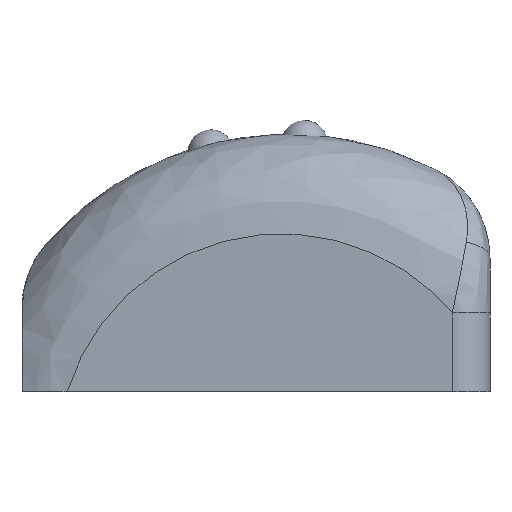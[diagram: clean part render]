
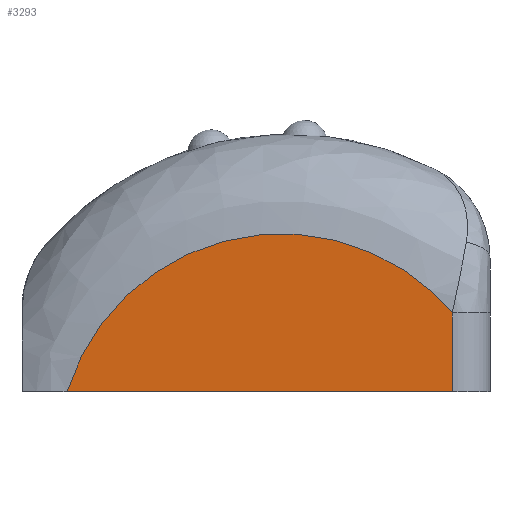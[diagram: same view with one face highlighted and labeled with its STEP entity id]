
A CAD part, left-side view. The second image highlights one B-rep face of the part: STEP entity #3293.
In plain terms, the highlighted planar face has unit normal (-0.997, 0.075, 0).
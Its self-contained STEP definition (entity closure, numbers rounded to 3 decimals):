
#424 = PLANE('',#425);
#425 = AXIS2_PLACEMENT_3D('',#426,#427,#428);
#426 = CARTESIAN_POINT('',(0.,-0.938,0.));
#427 = DIRECTION('',(0.,0.,1.));
#428 = DIRECTION('',(1.,0.,-0.));
#512 = VERTEX_POINT('',#513);
#513 = CARTESIAN_POINT('',(-8.629,-9.325,0.));
#528 = CYLINDRICAL_SURFACE('',#529,1.5);
#529 = AXIS2_PLACEMENT_3D('',#530,#531,#532);
#530 = CARTESIAN_POINT('',(-7.133,-9.438,0.));
#531 = DIRECTION('',(0.,0.,1.));
#532 = DIRECTION('',(-0.733,-0.68,0.));
#540 = EDGE_CURVE('',#512,#541,#543,.T.);
#541 = VERTEX_POINT('',#542);
#542 = CARTESIAN_POINT('',(-7.395,7.133,
    0.));
#543 = SURFACE_CURVE('',#544,(#548,#555),.PCURVE_S1.);
#544 = LINE('',#545,#546);
#545 = CARTESIAN_POINT('',(-8.75,-10.938,0.));
#546 = VECTOR('',#547,1.);
#547 = DIRECTION('',(0.075,0.997,0.));
#548 = PCURVE('',#424,#549);
#549 = DEFINITIONAL_REPRESENTATION('',(#550),#554);
#550 = LINE('',#551,#552);
#551 = CARTESIAN_POINT('',(-8.75,-10.));
#552 = VECTOR('',#553,1.);
#553 = DIRECTION('',(0.075,0.997));
#554 = ( GEOMETRIC_REPRESENTATION_CONTEXT(2) 
PARAMETRIC_REPRESENTATION_CONTEXT() REPRESENTATION_CONTEXT('2D SPACE',''
  ) );
#555 = PCURVE('',#556,#561);
#556 = PLANE('',#557);
#557 = AXIS2_PLACEMENT_3D('',#558,#559,#560);
#558 = CARTESIAN_POINT('',(-7.25,9.063,0.));
#559 = DIRECTION('',(-0.997,0.075,0.));
#560 = DIRECTION('',(-0.075,-0.997,0.));
#561 = DEFINITIONAL_REPRESENTATION('',(#562),#566);
#562 = LINE('',#563,#564);
#563 = CARTESIAN_POINT('',(20.056,0.));
#564 = VECTOR('',#565,1.);
#565 = DIRECTION('',(-1.,0.));
#566 = ( GEOMETRIC_REPRESENTATION_CONTEXT(2) 
PARAMETRIC_REPRESENTATION_CONTEXT() REPRESENTATION_CONTEXT('2D SPACE',''
  ) );
#616 = B_SPLINE_SURFACE_WITH_KNOTS('',3,3,(
    (#617,#618,#619,#620,#621,#622,#623)
    ,(#624,#625,#626,#627,#628,#629,#630)
    ,(#631,#632,#633,#634,#635,#636,#637)
    ,(#638,#639,#640,#641,#642,#643,#644)
    ,(#645,#646,#647,#648,#649,#650,#651)
    ,(#652,#653,#654,#655,#656,#657,#658
    )),.UNSPECIFIED.,.F.,.F.,.F.,(4,1,1,4),(4,1,1,1,4),(0.,
    0.286,0.571,1.),(-2.438,-1.813,
    -1.5,-0.875,-0.249),.UNSPECIFIED.);
#617 = CARTESIAN_POINT('',(-4.391,-12.885,
    6.114));
#618 = CARTESIAN_POINT('',(-4.294,-11.02,
    8.313));
#619 = CARTESIAN_POINT('',(-4.094,-7.164,
    10.693));
#620 = CARTESIAN_POINT('',(-3.716,0.114,
    11.323));
#621 = CARTESIAN_POINT('',(-3.351,7.13,8.502)
  );
#622 = CARTESIAN_POINT('',(-3.184,10.355,
    3.374));
#623 = CARTESIAN_POINT('',(-3.147,11.065,
    0.579));
#624 = CARTESIAN_POINT('',(-5.049,-12.864,6.138
    ));
#625 = CARTESIAN_POINT('',(-4.948,-10.99,
    8.339));
#626 = CARTESIAN_POINT('',(-4.738,-7.118,
    10.711));
#627 = CARTESIAN_POINT('',(-4.344,0.163,
    11.314));
#628 = CARTESIAN_POINT('',(-3.965,7.158,8.473
    ));
#629 = CARTESIAN_POINT('',(-3.791,10.362,
    3.354));
#630 = CARTESIAN_POINT('',(-3.753,11.068,
    0.568));
#631 = CARTESIAN_POINT('',(-6.363,-12.585,
    5.985));
#632 = CARTESIAN_POINT('',(-6.252,-10.735,
    8.142));
#633 = CARTESIAN_POINT('',(-6.025,-6.923,
    10.451));
#634 = CARTESIAN_POINT('',(-5.599,0.209,
    11.004));
#635 = CARTESIAN_POINT('',(-5.191,7.026,8.194
    ));
#636 = CARTESIAN_POINT('',(-5.005,10.133,
    3.197));
#637 = CARTESIAN_POINT('',(-4.964,10.818,
    0.481));
#638 = CARTESIAN_POINT('',(-8.181,-11.367,
    5.068));
#639 = CARTESIAN_POINT('',(-8.064,-9.709,
    6.999));
#640 = CARTESIAN_POINT('',(-7.824,-6.292,
    9.062));
#641 = CARTESIAN_POINT('',(-7.374,0.091,
    9.548));
#642 = CARTESIAN_POINT('',(-6.945,6.182,7.026
    ));
#643 = CARTESIAN_POINT('',(-6.749,8.955,2.558
    ));
#644 = CARTESIAN_POINT('',(-6.706,9.566,0.13)
  );
#645 = CARTESIAN_POINT('',(-8.685,-10.076,
    4.006));
#646 = CARTESIAN_POINT('',(-8.578,-8.647,
    5.683));
#647 = CARTESIAN_POINT('',(-8.357,-5.696,
    7.487));
#648 = CARTESIAN_POINT('',(-7.941,-0.151,
    7.941));
#649 = CARTESIAN_POINT('',(-7.542,5.171,5.773
    ));
#650 = CARTESIAN_POINT('',(-7.359,7.607,1.877
    ));
#651 = CARTESIAN_POINT('',(-7.319,8.143,
    -0.244));
#652 = CARTESIAN_POINT('',(-8.629,-9.325,
    3.366));
#653 = CARTESIAN_POINT('',(-8.532,-8.034,
    4.889));
#654 = CARTESIAN_POINT('',(-8.332,-5.363,6.538
    ));
#655 = CARTESIAN_POINT('',(-7.954,-0.321,6.974
    ));
#656 = CARTESIAN_POINT('',(-7.589,4.538,5.02
    ));
#657 = CARTESIAN_POINT('',(-7.422,6.772,1.467
    ));
#658 = CARTESIAN_POINT('',(-7.385,7.264,
    -0.468));
#1263 = VERTEX_POINT('',#1264);
#1264 = CARTESIAN_POINT('',(-8.629,-9.325,
    3.366));
#1285 = EDGE_CURVE('',#1263,#512,#1286,.T.);
#1286 = SURFACE_CURVE('',#1287,(#1291,#1298),.PCURVE_S1.);
#1287 = LINE('',#1288,#1289);
#1288 = CARTESIAN_POINT('',(-8.629,-9.325,0.));
#1289 = VECTOR('',#1290,1.);
#1290 = DIRECTION('',(0.,0.,-1.));
#1291 = PCURVE('',#528,#1292);
#1292 = DEFINITIONAL_REPRESENTATION('',(#1293),#1297);
#1293 = LINE('',#1294,#1295);
#1294 = CARTESIAN_POINT('',(5.46,0.));
#1295 = VECTOR('',#1296,1.);
#1296 = DIRECTION('',(0.,-1.));
#1297 = ( GEOMETRIC_REPRESENTATION_CONTEXT(2) 
PARAMETRIC_REPRESENTATION_CONTEXT() REPRESENTATION_CONTEXT('2D SPACE',''
  ) );
#1298 = PCURVE('',#556,#1299);
#1299 = DEFINITIONAL_REPRESENTATION('',(#1300),#1304);
#1300 = LINE('',#1301,#1302);
#1301 = CARTESIAN_POINT('',(18.439,0.));
#1302 = VECTOR('',#1303,1.);
#1303 = DIRECTION('',(-0.,-1.));
#1304 = ( GEOMETRIC_REPRESENTATION_CONTEXT(2) 
PARAMETRIC_REPRESENTATION_CONTEXT() REPRESENTATION_CONTEXT('2D SPACE',''
  ) );
#3209 = EDGE_CURVE('',#541,#1263,#3210,.T.);
#3210 = SURFACE_CURVE('',#3211,(#3216,#3222),.PCURVE_S1.);
#3211 = ELLIPSE('',#3212,9.606,9.579);
#3212 = AXIS2_PLACEMENT_3D('',#3213,#3214,#3215);
#3213 = CARTESIAN_POINT('',(-8.081,-2.019,
    -2.829));
#3214 = DIRECTION('',(0.997,-0.075,0.));
#3215 = DIRECTION('',(0.075,0.997,
    0.));
#3216 = PCURVE('',#616,#3217);
#3217 = DEFINITIONAL_REPRESENTATION('',(#3218),#3221);
#3218 = B_SPLINE_CURVE_WITH_KNOTS('',1,(#3219,#3220),.UNSPECIFIED.,.F.,
  .F.,(2,2),(0.3,2.438),.PIECEWISE_BEZIER_KNOTS.);
#3219 = CARTESIAN_POINT('',(1.,-0.3));
#3220 = CARTESIAN_POINT('',(1.,-2.438));
#3221 = ( GEOMETRIC_REPRESENTATION_CONTEXT(2) 
PARAMETRIC_REPRESENTATION_CONTEXT() REPRESENTATION_CONTEXT('2D SPACE',''
  ) );
#3222 = PCURVE('',#556,#3223);
#3223 = DEFINITIONAL_REPRESENTATION('',(#3224),#3232);
#3224 = ( BOUNDED_CURVE() B_SPLINE_CURVE(2,(#3225,#3226,#3227,#3228,
#3229,#3230,#3231),.UNSPECIFIED.,.T.,.F.) B_SPLINE_CURVE_WITH_KNOTS((1,2
    ,2,2,2,1),(-2.094,0.,2.094,4.189,
6.283,8.378),.UNSPECIFIED.) CURVE() 
GEOMETRIC_REPRESENTATION_ITEM() RATIONAL_B_SPLINE_CURVE((1.,0.5,1.,0.5,
1.,0.5,1.)) REPRESENTATION_ITEM('') );
#3225 = CARTESIAN_POINT('',(1.507,-2.829));
#3226 = CARTESIAN_POINT('',(1.507,13.762));
#3227 = CARTESIAN_POINT('',(15.915,5.467));
#3228 = CARTESIAN_POINT('',(30.324,-2.829));
#3229 = CARTESIAN_POINT('',(15.915,-11.124));
#3230 = CARTESIAN_POINT('',(1.507,-19.419));
#3231 = CARTESIAN_POINT('',(1.507,-2.829));
#3232 = ( GEOMETRIC_REPRESENTATION_CONTEXT(2) 
PARAMETRIC_REPRESENTATION_CONTEXT() REPRESENTATION_CONTEXT('2D SPACE',''
  ) );
#3293 = ADVANCED_FACE('',(#3294),#556,.T.);
#3294 = FACE_BOUND('',#3295,.T.);
#3295 = EDGE_LOOP('',(#3296,#3297,#3298));
#3296 = ORIENTED_EDGE('',*,*,#1285,.F.);
#3297 = ORIENTED_EDGE('',*,*,#3209,.F.);
#3298 = ORIENTED_EDGE('',*,*,#540,.F.);
